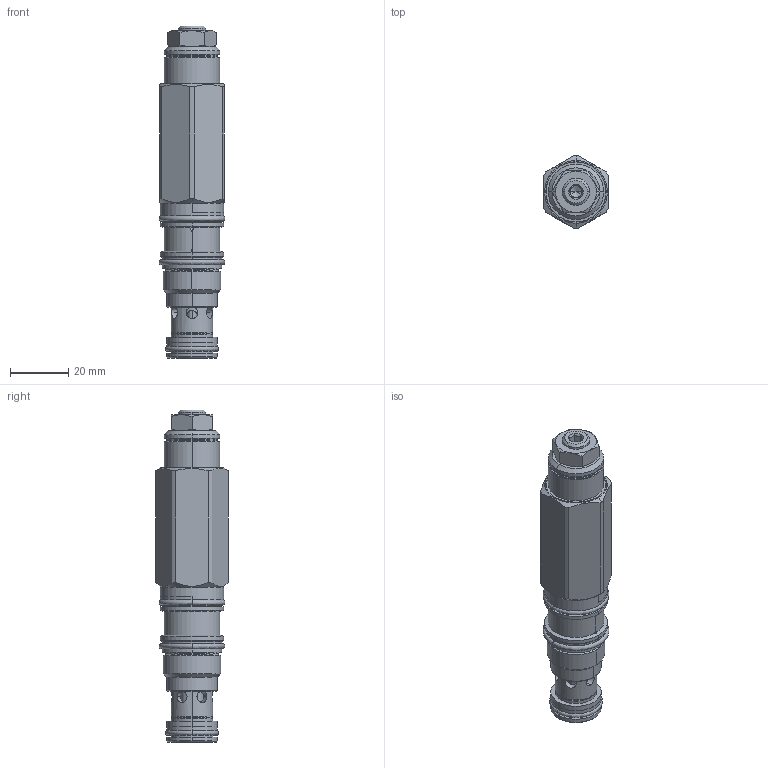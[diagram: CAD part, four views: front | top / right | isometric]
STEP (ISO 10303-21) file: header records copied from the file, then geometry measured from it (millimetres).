
FILE_DESCRIPTION((''),'2;1');
FILE_NAME('CEBA-LHN_PRT','2016-11-15T',('Administrator'),(''),'PRO/ENGINEER BY PARAMETRIC TECHNOLOGY CORPORATION, 2006240','PRO/ENGINEER BY PARAMETRIC TECHNOLOGY CORPORATION, 2006240','');
FILE_SCHEMA(('CONFIG_CONTROL_DESIGN'));
Length unit declared in the file: inch
Products named in the file (1): CEBA-LHN_PRT
Bounding box: 22.55 x 24.84 x 113.89 mm (x, y, z)
Volume: 24112.1 mm3; surface area: 21238.1 mm2
Topology: 5 solids, 7 shells, 591 faces, 1330 edges, 796 vertices
Faces by surface type: cylinder 232, cone 130, plane 119, torus 96, revolution 12, sphere 2
Entity records: 19099 total; most frequent: CARTESIAN_POINT 5583, DIRECTION 3053, ORIENTED_EDGE 2652, EDGE_CURVE 1326, AXIS2_PLACEMENT_3D 1308, VERTEX_POINT 796, CIRCLE 729, EDGE_LOOP 682
